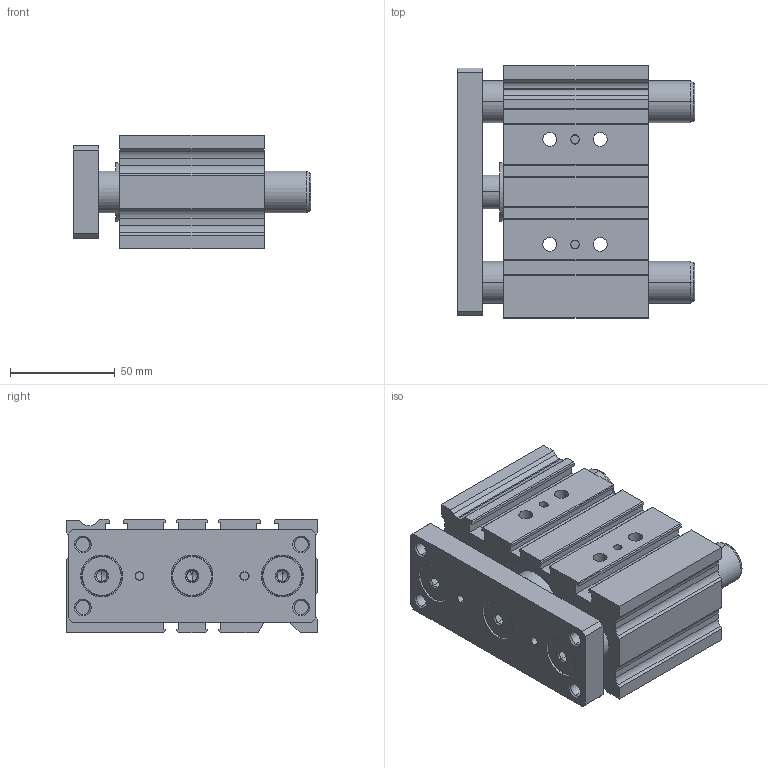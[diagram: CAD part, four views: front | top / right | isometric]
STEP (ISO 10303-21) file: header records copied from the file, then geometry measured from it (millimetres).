
FILE_DESCRIPTION (( 'STEP AP203' ), '1' );
FILE_NAME ('W143040A025N.step', '2025-05-29T12:54:14', ( '' ), ( '' ), 'SwSTEP 2.0', 'SolidWorks 2024', '' );
FILE_SCHEMA (( 'CONFIG_CONTROL_DESIGN' ));
Length unit declared in the file: inch
Products named in the file (3): W143040A025N; W143040A025N_BODY; W143040A025N_ROD
Assembly tree (2 placements, depth 2):
  W143040A025N
    W143040A025N_BODY
    W143040A025N_ROD
Bounding box: 113 x 120 x 54 mm (x, y, z)
Volume: 443638.5 mm3; surface area: 112225.5 mm2
Topology: 6 solids, 6 shells, 393 faces, 955 edges, 607 vertices
Faces by surface type: plane 192, cylinder 151, cone 40, torus 10
Entity records: 11998 total; most frequent: CARTESIAN_POINT 2158, DIRECTION 2089, ORIENTED_EDGE 1898, EDGE_CURVE 949, AXIS2_PLACEMENT_3D 766, VERTEX_POINT 607, LINE 557, VECTOR 557
